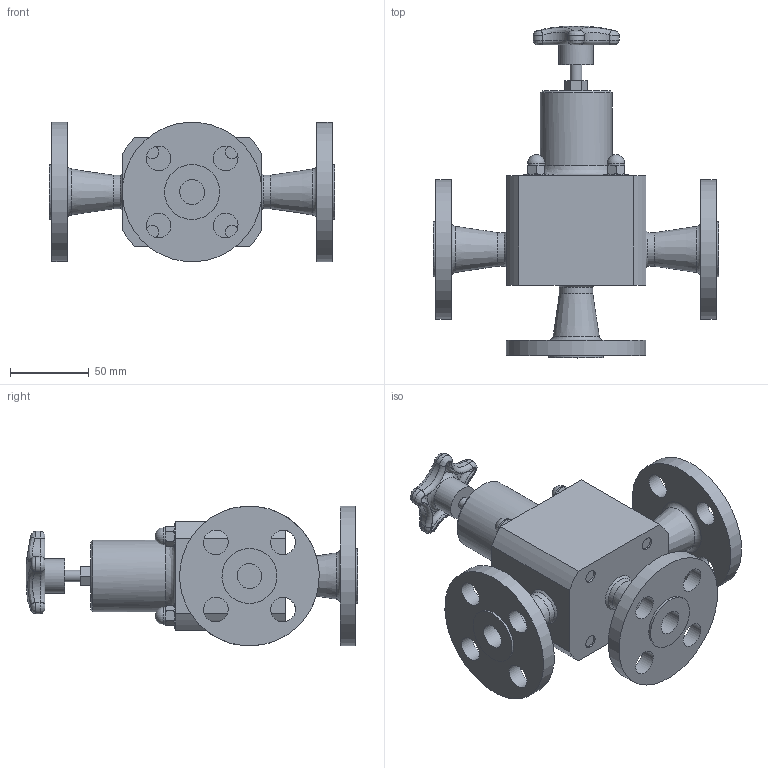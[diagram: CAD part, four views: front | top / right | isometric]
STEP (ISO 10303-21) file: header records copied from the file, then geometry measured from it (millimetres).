
FILE_DESCRIPTION((''),'2;1');
FILE_NAME('TVPFW50-SS-G_R0.ipt.stp','2017-04-04T12:17:27',(''),(''),'Autodesk Inventor 2009','Autodesk Inventor 2009','');
FILE_SCHEMA(('AUTOMOTIVE_DESIGN { 1 0 10303 214 1 1 1 1 }'));
Length unit declared in the file: inch
Products named in the file (1): TVPFW50-SS-G_R0
Bounding box: 181.48 x 211.31 x 88.72 mm (x, y, z)
Volume: 724497.5 mm3; surface area: 108572.1 mm2
Topology: 1 solids, 10 shells, 374 faces, 877 edges, 540 vertices
Faces by surface type: plane 140, bspline 105, cylinder 71, cone 23, torus 18, sphere 17
Full cylindrical faces by diameter (mm): 4.445 x4, 7.442 x1, 10.998 x4, 15.748 x12, 15.799 x3, 15.875 x4, 21.336 x3, 22.098 x1, 35.052 x3, 45.72 x1, 60.325 x1, 60.96 x1, 88.9 x3
Entity records: 14540 total; most frequent: CARTESIAN_POINT 6640, ORIENTED_EDGE 1544, DIRECTION 1502, EDGE_CURVE 772, AXIS2_PLACEMENT_3D 663, VERTEX_POINT 519, EDGE_LOOP 509, CIRCLE 393
